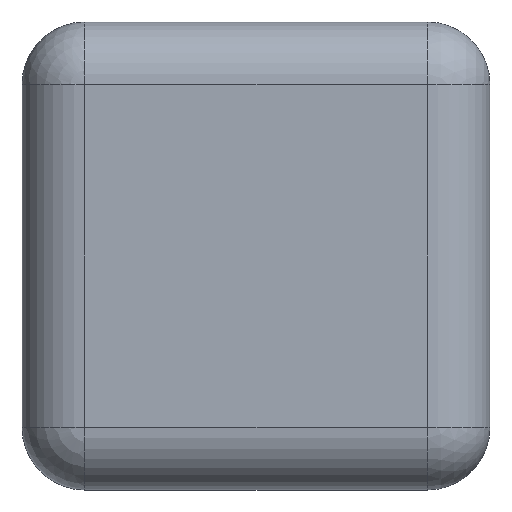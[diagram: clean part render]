
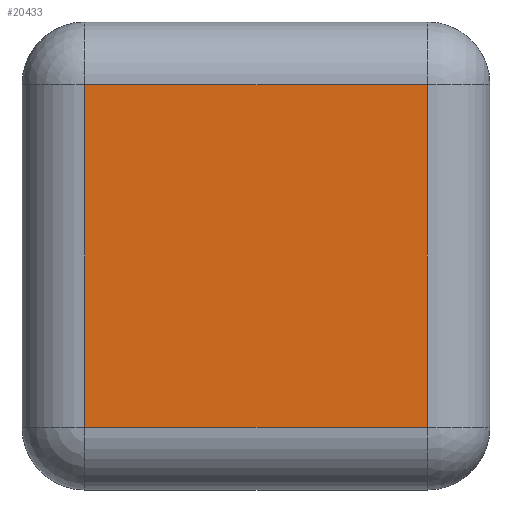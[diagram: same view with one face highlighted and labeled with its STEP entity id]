
A CAD part, front view. The second image highlights one B-rep face of the part: STEP entity #20433.
In plain terms, the highlighted planar face has unit normal (0, -1, 0).
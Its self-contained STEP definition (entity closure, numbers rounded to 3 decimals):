
#1227 = CARTESIAN_POINT ( 'NONE',  ( 0., -167.396, 0. ) ) ;
#2249 = CARTESIAN_POINT ( 'NONE',  ( 218.363, -167.396, 0. ) ) ;
#2696 = VERTEX_POINT ( 'NONE', #33598 ) ;
#2846 = LINE ( 'NONE', #34422, #49079 ) ;
#4459 = ORIENTED_EDGE ( 'NONE', *, *, #43482, .T. ) ;
#5104 = FACE_OUTER_BOUND ( 'NONE', #44148, .T. ) ;
#5354 = LINE ( 'NONE', #2249, #39063 ) ;
#5749 = ORIENTED_EDGE ( 'NONE', *, *, #41645, .T. ) ;
#8159 = VERTEX_POINT ( 'NONE', #36291 ) ;
#8771 = CARTESIAN_POINT ( 'NONE',  ( 0., -167.396, 218.363 ) ) ;
#9842 = DIRECTION ( 'NONE',  ( 0., 0., -1. ) ) ;
#11750 = VECTOR ( 'NONE', #36965, 1000. ) ;
#11985 = VERTEX_POINT ( 'NONE', #36218 ) ;
#13152 = DIRECTION ( 'NONE',  ( 0., 0., -1. ) ) ;
#16305 = LINE ( 'NONE', #8771, #11750 ) ;
#16749 = VECTOR ( 'NONE', #50005, 1000. ) ;
#19005 = CARTESIAN_POINT ( 'NONE',  ( 0., -167.396, -218.363 ) ) ;
#19180 = AXIS2_PLACEMENT_3D ( 'NONE', #1227, #41506, #13152 ) ;
#20417 = CARTESIAN_POINT ( 'NONE',  ( 218.363, -167.396, -218.363 ) ) ;
#20433 = ADVANCED_FACE ( 'NONE', ( #5104 ), #36680, .T. ) ;
#20815 = EDGE_CURVE ( 'NONE', #2696, #8159, #16305, .T. ) ;
#21355 = ORIENTED_EDGE ( 'NONE', *, *, #22861, .T. ) ;
#22861 = EDGE_CURVE ( 'NONE', #11985, #49978, #39422, .T. ) ;
#27499 = ORIENTED_EDGE ( 'NONE', *, *, #20815, .T. ) ;
#33598 = CARTESIAN_POINT ( 'NONE',  ( 218.363, -167.396, 218.363 ) ) ;
#34422 = CARTESIAN_POINT ( 'NONE',  ( -218.363, -167.396, 0. ) ) ;
#36218 = CARTESIAN_POINT ( 'NONE',  ( -218.363, -167.396, -218.363 ) ) ;
#36291 = CARTESIAN_POINT ( 'NONE',  ( -218.363, -167.396, 218.363 ) ) ;
#36680 = PLANE ( 'NONE',  #19180 ) ;
#36965 = DIRECTION ( 'NONE',  ( -1., 0., 0. ) ) ;
#39063 = VECTOR ( 'NONE', #44917, 1000. ) ;
#39422 = LINE ( 'NONE', #19005, #16749 ) ;
#41506 = DIRECTION ( 'NONE',  ( 0., -1., 0. ) ) ;
#41645 = EDGE_CURVE ( 'NONE', #8159, #11985, #2846, .T. ) ;
#43482 = EDGE_CURVE ( 'NONE', #49978, #2696, #5354, .T. ) ;
#44148 = EDGE_LOOP ( 'NONE', ( #21355, #4459, #27499, #5749 ) ) ;
#44917 = DIRECTION ( 'NONE',  ( 0., 0., 1. ) ) ;
#49079 = VECTOR ( 'NONE', #9842, 1000. ) ;
#49978 = VERTEX_POINT ( 'NONE', #20417 ) ;
#50005 = DIRECTION ( 'NONE',  ( 1., 0., 0. ) ) ;
